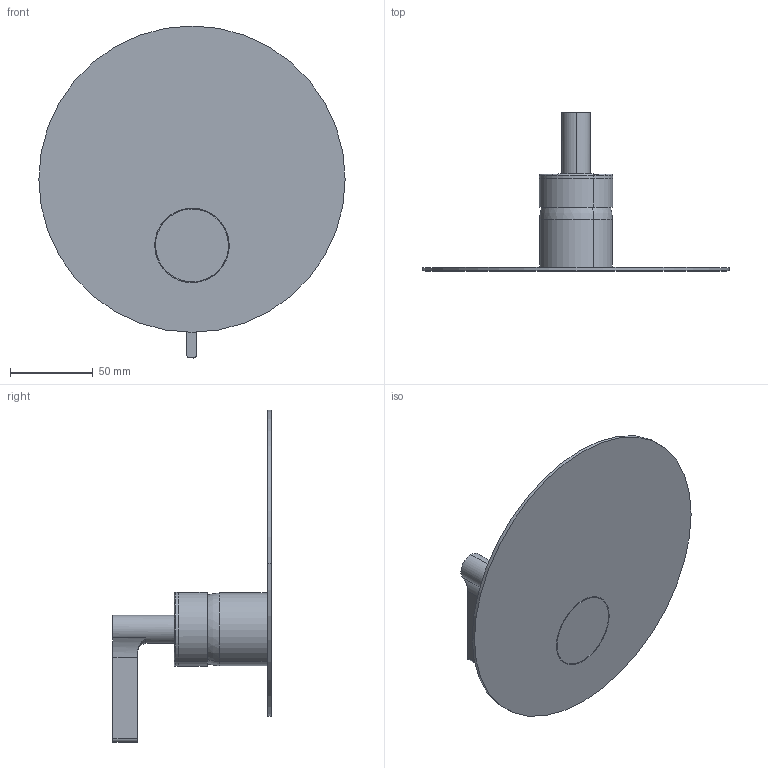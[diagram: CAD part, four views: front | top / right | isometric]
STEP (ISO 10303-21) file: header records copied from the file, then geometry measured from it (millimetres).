
FILE_DESCRIPTION(('CATIA V5 STEP Exchange','CAx-IF Rec.Pracs.--- Model Styling and Organization---1.5--- 2016-08-15','CAx-IF Rec.Pracs.---Supplemental Geometry---1.0---2011-11-01','CAx-IF Rec.Pracs.--- Composite Materials ---3.4---2017-06-13','CAx-IF Rec.Pracs.---Tessellated 3D Geometry---1.0---2015-12-17'),'2;1');
FILE_NAME('GC0BM010.stp','2022-09-19T08:04:57+00:00',('none'),('none'),'CATIA Version 5-6 Release 2020 SP2','CATIA V5 STEP AP242 v2','none');
FILE_SCHEMA(('AP242_MANAGED_MODEL_BASED_3D_ENGINEERING_MIM_LF {1 0 10303 442 1 1 4}'));
Length unit declared in the file: millimetre
Products named in the file (1): PR.0513.06_AllCATPart
Bounding box: 185 x 95.6 x 200.5 mm (x, y, z)
Volume: 154083 mm3; surface area: 68047.4 mm2
Topology: 2 solids, 2 shells, 46 faces, 109 edges, 72 vertices
Faces by surface type: cylinder 25, plane 16, torus 3, sphere 2
Entity records: 1346 total; most frequent: CARTESIAN_POINT 243, ORIENTED_EDGE 218, DIRECTION 170, EDGE_CURVE 109, AXIS2_PLACEMENT_3D 96, VERTEX_POINT 72, CIRCLE 63, EDGE_LOOP 53
